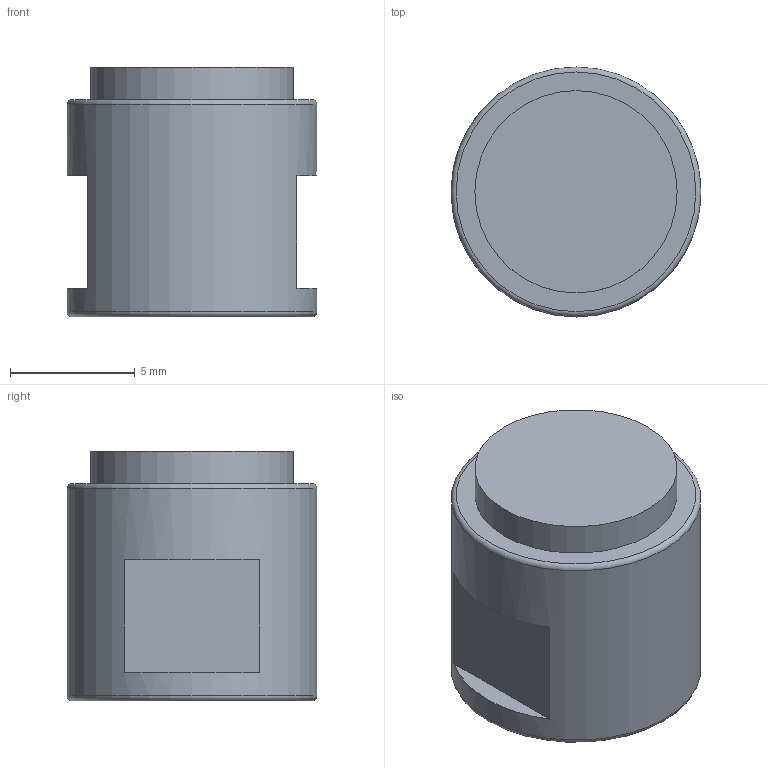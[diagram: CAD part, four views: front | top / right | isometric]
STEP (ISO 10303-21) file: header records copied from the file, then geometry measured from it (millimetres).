
FILE_DESCRIPTION( ( 'Unknown' ), '1' );
FILE_NAME( 'PT21-1010.stp', 'Unknown', ( 'Unknown' ), ( 'Unknown' ), 'XStep 1.0', 'Unknown', ' ' );
FILE_SCHEMA( ( 'CONFIG_CONTROL_DESIGN' ) );
Length unit declared in the file: millimetre
Products named in the file (1): 1
Bounding box: 10 x 10 x 10 mm (x, y, z)
Volume: 642.3 mm3; surface area: 540.2 mm2
Topology: 1 solids, 1 shells, 16 faces, 32 edges, 21 vertices
Faces by surface type: plane 10, cylinder 3, torus 2, cone 1
Full cylindrical faces by diameter (mm): 4.134 x1, 8.1 x1, 10 x1
Entity records: 394 total; most frequent: DIRECTION 68, CARTESIAN_POINT 55, ORIENTED_EDGE 42, AXIS2_PLACEMENT_3D 30, EDGE_LOOP 26, FACE_OUTER_BOUND 21, EDGE_CURVE 21, VERTEX_POINT 17
